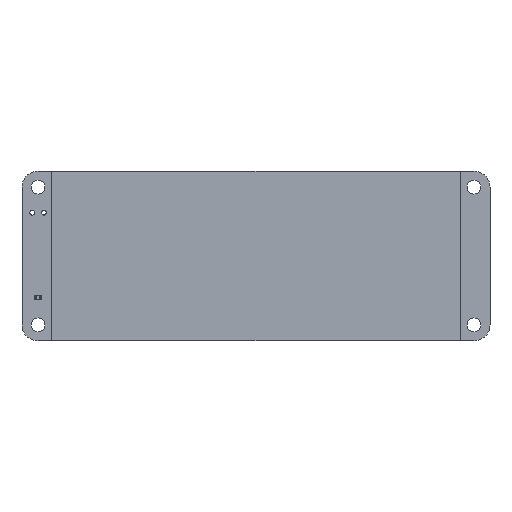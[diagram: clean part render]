
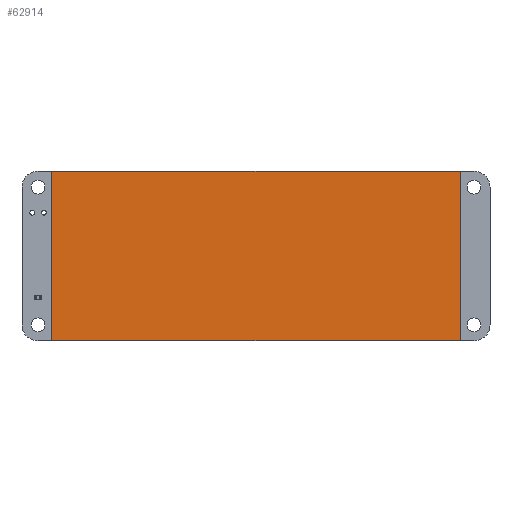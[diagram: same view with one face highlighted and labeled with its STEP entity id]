
A CAD part, top view. The second image highlights one B-rep face of the part: STEP entity #62914.
In plain terms, the highlighted planar face has unit normal (0, 0, 1).
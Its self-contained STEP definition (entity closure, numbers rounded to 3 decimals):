
#62785 = VERTEX_POINT('',#62786);
#62786 = CARTESIAN_POINT('',(-44.5,-18.5,6.));
#62792 = EDGE_CURVE('',#62785,#62793,#62795,.T.);
#62793 = VERTEX_POINT('',#62794);
#62794 = CARTESIAN_POINT('',(-44.5,18.5,6.));
#62795 = LINE('',#62796,#62797);
#62796 = CARTESIAN_POINT('',(-44.5,-18.5,6.));
#62797 = VECTOR('',#62798,1.);
#62798 = DIRECTION('',(0.,1.,0.));
#62823 = EDGE_CURVE('',#62793,#62824,#62826,.T.);
#62824 = VERTEX_POINT('',#62825);
#62825 = CARTESIAN_POINT('',(44.5,18.5,6.));
#62826 = LINE('',#62827,#62828);
#62827 = CARTESIAN_POINT('',(-44.5,18.5,6.));
#62828 = VECTOR('',#62829,1.);
#62829 = DIRECTION('',(1.,0.,0.));
#62854 = EDGE_CURVE('',#62824,#62855,#62857,.T.);
#62855 = VERTEX_POINT('',#62856);
#62856 = CARTESIAN_POINT('',(44.5,-18.5,6.));
#62857 = LINE('',#62858,#62859);
#62858 = CARTESIAN_POINT('',(44.5,18.5,6.));
#62859 = VECTOR('',#62860,1.);
#62860 = DIRECTION('',(0.,-1.,0.));
#62885 = EDGE_CURVE('',#62855,#62785,#62886,.T.);
#62886 = LINE('',#62887,#62888);
#62887 = CARTESIAN_POINT('',(44.5,-18.5,6.));
#62888 = VECTOR('',#62889,1.);
#62889 = DIRECTION('',(-1.,0.,0.));
#62914 = ADVANCED_FACE('',(#62915),#62921,.F.);
#62915 = FACE_BOUND('',#62916,.F.);
#62916 = EDGE_LOOP('',(#62917,#62918,#62919,#62920));
#62917 = ORIENTED_EDGE('',*,*,#62792,.T.);
#62918 = ORIENTED_EDGE('',*,*,#62823,.T.);
#62919 = ORIENTED_EDGE('',*,*,#62854,.T.);
#62920 = ORIENTED_EDGE('',*,*,#62885,.T.);
#62921 = PLANE('',#62922);
#62922 = AXIS2_PLACEMENT_3D('',#62923,#62924,#62925);
#62923 = CARTESIAN_POINT('',(0.,0.,
    6.));
#62924 = DIRECTION('',(-0.,-0.,-1.));
#62925 = DIRECTION('',(-1.,0.,0.));
